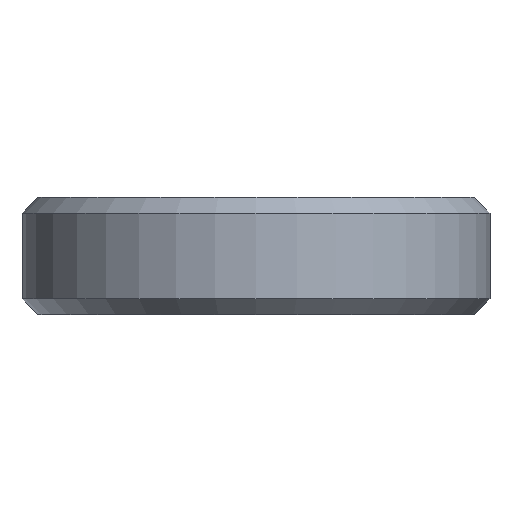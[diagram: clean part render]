
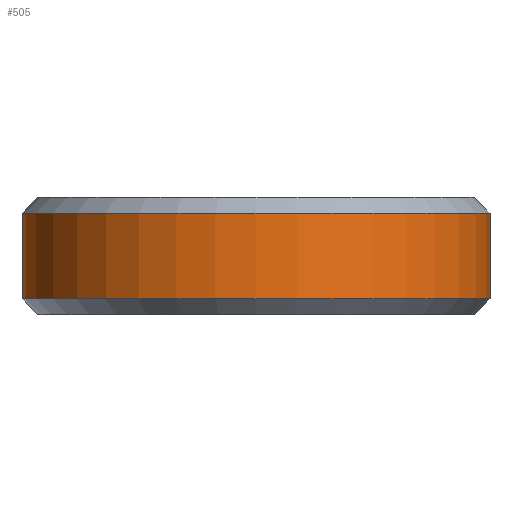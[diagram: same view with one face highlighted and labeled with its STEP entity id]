
A CAD part, front view. The second image highlights one B-rep face of the part: STEP entity #505.
In plain terms, the highlighted cylindrical face has radius 6 mm (diameter 12 mm), a partial arc.
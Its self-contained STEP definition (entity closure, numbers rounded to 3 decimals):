
#42 = CARTESIAN_POINT ( 'NONE',  ( 30., -53.5, 20.4 ) ) ;
#44 = AXIS2_PLACEMENT_3D ( 'NONE', #580, #433, #647 ) ;
#104 = ORIENTED_EDGE ( 'NONE', *, *, #605, .T. ) ;
#117 = DIRECTION ( 'NONE',  ( -1., 0., 0. ) ) ;
#123 = VERTEX_POINT ( 'NONE', #774 ) ;
#146 = LINE ( 'NONE', #744, #763 ) ;
#167 = ORIENTED_EDGE ( 'NONE', *, *, #490, .T. ) ;
#170 = AXIS2_PLACEMENT_3D ( 'NONE', #42, #451, #117 ) ;
#177 = FACE_OUTER_BOUND ( 'NONE', #885, .T. ) ;
#179 = DIRECTION ( 'NONE',  ( 1., 0., 0. ) ) ;
#339 = VERTEX_POINT ( 'NONE', #437 ) ;
#383 = DIRECTION ( 'NONE',  ( 0., 0., 1. ) ) ;
#386 = CYLINDRICAL_SURFACE ( 'NONE', #831, 6. ) ;
#433 = DIRECTION ( 'NONE',  ( 0., 0., -1. ) ) ;
#437 = CARTESIAN_POINT ( 'NONE',  ( 24., -53.5, 20.4 ) ) ;
#449 = EDGE_CURVE ( 'NONE', #738, #123, #146, .T. ) ;
#451 = DIRECTION ( 'NONE',  ( 0., 0., 1. ) ) ;
#484 = VECTOR ( 'NONE', #887, 1000. ) ;
#490 = EDGE_CURVE ( 'NONE', #339, #738, #663, .T. ) ;
#505 = ADVANCED_FACE ( 'NONE', ( #177 ), #386, .T. ) ;
#538 = CARTESIAN_POINT ( 'NONE',  ( 30., -53.5, -30.448 ) ) ;
#572 = CIRCLE ( 'NONE', #44, 6. ) ;
#580 = CARTESIAN_POINT ( 'NONE',  ( 30., -53.5, 22.6 ) ) ;
#594 = CARTESIAN_POINT ( 'NONE',  ( 24., -53.5, -30.448 ) ) ;
#602 = DIRECTION ( 'NONE',  ( 0., 0., 1. ) ) ;
#605 = EDGE_CURVE ( 'NONE', #123, #665, #572, .T. ) ;
#647 = DIRECTION ( 'NONE',  ( 1., 0., 0. ) ) ;
#663 = CIRCLE ( 'NONE', #170, 6. ) ;
#665 = VERTEX_POINT ( 'NONE', #669 ) ;
#669 = CARTESIAN_POINT ( 'NONE',  ( 24., -53.5, 22.6 ) ) ;
#685 = LINE ( 'NONE', #594, #484 ) ;
#738 = VERTEX_POINT ( 'NONE', #844 ) ;
#744 = CARTESIAN_POINT ( 'NONE',  ( 36., -53.5, -30.448 ) ) ;
#763 = VECTOR ( 'NONE', #383, 1000. ) ;
#774 = CARTESIAN_POINT ( 'NONE',  ( 36., -53.5, 22.6 ) ) ;
#831 = AXIS2_PLACEMENT_3D ( 'NONE', #538, #602, #179 ) ;
#844 = CARTESIAN_POINT ( 'NONE',  ( 36., -53.5, 20.4 ) ) ;
#877 = ORIENTED_EDGE ( 'NONE', *, *, #449, .T. ) ;
#885 = EDGE_LOOP ( 'NONE', ( #877, #104, #912, #167 ) ) ;
#887 = DIRECTION ( 'NONE',  ( 0., 0., 1. ) ) ;
#912 = ORIENTED_EDGE ( 'NONE', *, *, #915, .F. ) ;
#915 = EDGE_CURVE ( 'NONE', #339, #665, #685, .T. ) ;
